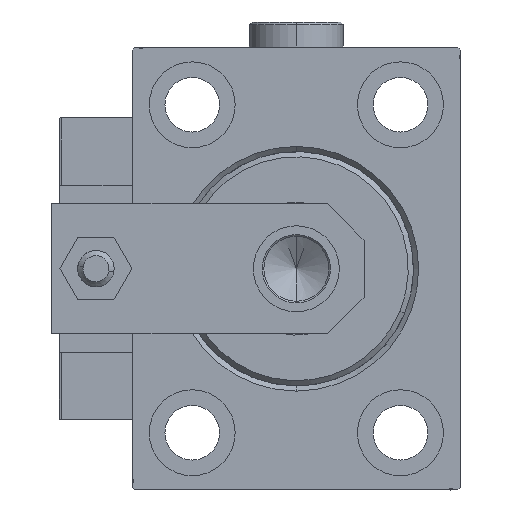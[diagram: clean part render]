
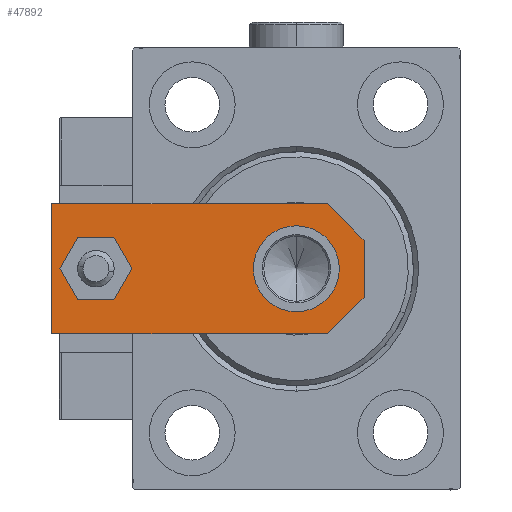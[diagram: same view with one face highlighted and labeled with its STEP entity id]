
A CAD part, left-side view. The second image highlights one B-rep face of the part: STEP entity #47892.
In plain terms, the highlighted face is planar.
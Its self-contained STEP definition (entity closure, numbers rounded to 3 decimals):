
#1674 = VECTOR ( 'NONE', #25440, 1000. ) ;
#3485 = DIRECTION ( 'NONE',  ( 1., 0., 0. ) ) ;
#3843 = FACE_BOUND ( 'NONE', #51182, .T. ) ;
#4572 = LINE ( 'NONE', #12117, #41656 ) ;
#4874 = DIRECTION ( 'NONE',  ( 1., 0., 0. ) ) ;
#6137 = ORIENTED_EDGE ( 'NONE', *, *, #19139, .F. ) ;
#6324 = CARTESIAN_POINT ( 'NONE',  ( 12.5, 7., 6. ) ) ;
#6707 = CARTESIAN_POINT ( 'NONE',  ( 0., 51.5, 6. ) ) ;
#7946 = EDGE_CURVE ( 'NONE', #39754, #50338, #31857, .T. ) ;
#8891 = CARTESIAN_POINT ( 'NONE',  ( -4., 51.5, 6. ) ) ;
#9592 = LINE ( 'NONE', #17141, #1674 ) ;
#10887 = EDGE_CURVE ( 'NONE', #50338, #36921, #48306, .T. ) ;
#11299 = LINE ( 'NONE', #22483, #11751 ) ;
#11531 = CARTESIAN_POINT ( 'NONE',  ( 0., 51.5, 6. ) ) ;
#11751 = VECTOR ( 'NONE', #3485, 1000. ) ;
#12067 = AXIS2_PLACEMENT_3D ( 'NONE', #11531, #50911, #43835 ) ;
#12117 = CARTESIAN_POINT ( 'NONE',  ( -2.75, -2.75, 6. ) ) ;
#12425 = DIRECTION ( 'NONE',  ( 0., 0., 1. ) ) ;
#12644 = ORIENTED_EDGE ( 'NONE', *, *, #49713, .F. ) ;
#13854 = CIRCLE ( 'NONE', #42174, 8.25 ) ;
#14250 = EDGE_CURVE ( 'NONE', #36921, #16256, #42073, .T. ) ;
#15954 = CARTESIAN_POINT ( 'NONE',  ( -12.5, 7., 6. ) ) ;
#16215 = EDGE_CURVE ( 'NONE', #16256, #38858, #9592, .T. ) ;
#16256 = VERTEX_POINT ( 'NONE', #28338 ) ;
#16659 = ORIENTED_EDGE ( 'NONE', *, *, #7946, .T. ) ;
#16759 = DIRECTION ( 'NONE',  ( 0., 1., 0. ) ) ;
#17141 = CARTESIAN_POINT ( 'NONE',  ( -12.5, 60., 6. ) ) ;
#18678 = EDGE_CURVE ( 'NONE', #39993, #39754, #11299, .T. ) ;
#19139 = EDGE_CURVE ( 'NONE', #40256, #30952, #36724, .T. ) ;
#19211 = FACE_OUTER_BOUND ( 'NONE', #27726, .T. ) ;
#19991 = CARTESIAN_POINT ( 'NONE',  ( 8.25, 13., 6. ) ) ;
#21646 = VERTEX_POINT ( 'NONE', #19991 ) ;
#22107 = DIRECTION ( 'NONE',  ( 0., 0., 1. ) ) ;
#22242 = EDGE_LOOP ( 'NONE', ( #12644, #51043 ) ) ;
#22483 = CARTESIAN_POINT ( 'NONE',  ( -12.5, 0., 6. ) ) ;
#22632 = CARTESIAN_POINT ( 'NONE',  ( 0., 13., 6. ) ) ;
#23241 = VERTEX_POINT ( 'NONE', #36029 ) ;
#24640 = CARTESIAN_POINT ( 'NONE',  ( 0., 0., 6. ) ) ;
#25440 = DIRECTION ( 'NONE',  ( 0., -1., 0. ) ) ;
#26418 = VECTOR ( 'NONE', #27697, 1000. ) ;
#26975 = AXIS2_PLACEMENT_3D ( 'NONE', #35444, #38632, #51386 ) ;
#27279 = PLANE ( 'NONE',  #41233 ) ;
#27697 = DIRECTION ( 'NONE',  ( 0.707, 0.707, 0. ) ) ;
#27726 = EDGE_LOOP ( 'NONE', ( #42119, #48916, #37986, #16659, #42122, #39228 ) ) ;
#28338 = CARTESIAN_POINT ( 'NONE',  ( -12.5, 60., 6. ) ) ;
#28722 = CARTESIAN_POINT ( 'NONE',  ( 12.5, 0., 6. ) ) ;
#30952 = VERTEX_POINT ( 'NONE', #48652 ) ;
#31857 = LINE ( 'NONE', #51447, #26418 ) ;
#33009 = EDGE_CURVE ( 'NONE', #38858, #39993, #4572, .T. ) ;
#34876 = DIRECTION ( 'NONE',  ( 1., 0., 0. ) ) ;
#35101 = FACE_BOUND ( 'NONE', #22242, .T. ) ;
#35444 = CARTESIAN_POINT ( 'NONE',  ( 0., 13., 6. ) ) ;
#36029 = CARTESIAN_POINT ( 'NONE',  ( -8.25, 13., 6. ) ) ;
#36418 = ORIENTED_EDGE ( 'NONE', *, *, #47254, .F. ) ;
#36724 = CIRCLE ( 'NONE', #39242, 4. ) ;
#36921 = VERTEX_POINT ( 'NONE', #45151 ) ;
#37063 = CARTESIAN_POINT ( 'NONE',  ( -5.5, 0., 6. ) ) ;
#37986 = ORIENTED_EDGE ( 'NONE', *, *, #18678, .T. ) ;
#38610 = CARTESIAN_POINT ( 'NONE',  ( 5.5, 0., 6. ) ) ;
#38632 = DIRECTION ( 'NONE',  ( 0., 0., 1. ) ) ;
#38858 = VERTEX_POINT ( 'NONE', #15954 ) ;
#39190 = DIRECTION ( 'NONE',  ( -1., 0., 0. ) ) ;
#39228 = ORIENTED_EDGE ( 'NONE', *, *, #14250, .T. ) ;
#39242 = AXIS2_PLACEMENT_3D ( 'NONE', #6707, #44574, #48998 ) ;
#39754 = VERTEX_POINT ( 'NONE', #38610 ) ;
#39860 = VECTOR ( 'NONE', #39190, 1000. ) ;
#39993 = VERTEX_POINT ( 'NONE', #37063 ) ;
#40256 = VERTEX_POINT ( 'NONE', #8891 ) ;
#41233 = AXIS2_PLACEMENT_3D ( 'NONE', #24640, #12425, #4874 ) ;
#41656 = VECTOR ( 'NONE', #48351, 1000. ) ;
#42073 = LINE ( 'NONE', #43106, #39860 ) ;
#42119 = ORIENTED_EDGE ( 'NONE', *, *, #16215, .T. ) ;
#42122 = ORIENTED_EDGE ( 'NONE', *, *, #10887, .T. ) ;
#42174 = AXIS2_PLACEMENT_3D ( 'NONE', #22632, #22107, #34876 ) ;
#43106 = CARTESIAN_POINT ( 'NONE',  ( 12.5, 60., 6. ) ) ;
#43835 = DIRECTION ( 'NONE',  ( 1., 0., 0. ) ) ;
#44566 = CIRCLE ( 'NONE', #12067, 4. ) ;
#44574 = DIRECTION ( 'NONE',  ( 0., 0., 1. ) ) ;
#44908 = VECTOR ( 'NONE', #16759, 1000. ) ;
#45151 = CARTESIAN_POINT ( 'NONE',  ( 12.5, 60., 6. ) ) ;
#45408 = EDGE_CURVE ( 'NONE', #21646, #23241, #50302, .T. ) ;
#47254 = EDGE_CURVE ( 'NONE', #30952, #40256, #44566, .T. ) ;
#47892 = ADVANCED_FACE ( 'NONE', ( #3843, #19211, #35101 ), #27279, .T. ) ;
#48306 = LINE ( 'NONE', #28722, #44908 ) ;
#48351 = DIRECTION ( 'NONE',  ( 0.707, -0.707, 0. ) ) ;
#48652 = CARTESIAN_POINT ( 'NONE',  ( 4., 51.5, 6. ) ) ;
#48916 = ORIENTED_EDGE ( 'NONE', *, *, #33009, .T. ) ;
#48998 = DIRECTION ( 'NONE',  ( 1., 0., 0. ) ) ;
#49713 = EDGE_CURVE ( 'NONE', #23241, #21646, #13854, .T. ) ;
#50302 = CIRCLE ( 'NONE', #26975, 8.25 ) ;
#50338 = VERTEX_POINT ( 'NONE', #6324 ) ;
#50911 = DIRECTION ( 'NONE',  ( 0., 0., 1. ) ) ;
#51043 = ORIENTED_EDGE ( 'NONE', *, *, #45408, .F. ) ;
#51182 = EDGE_LOOP ( 'NONE', ( #6137, #36418 ) ) ;
#51386 = DIRECTION ( 'NONE',  ( 1., 0., 0. ) ) ;
#51447 = CARTESIAN_POINT ( 'NONE',  ( 2.75, -2.75, 6. ) ) ;
